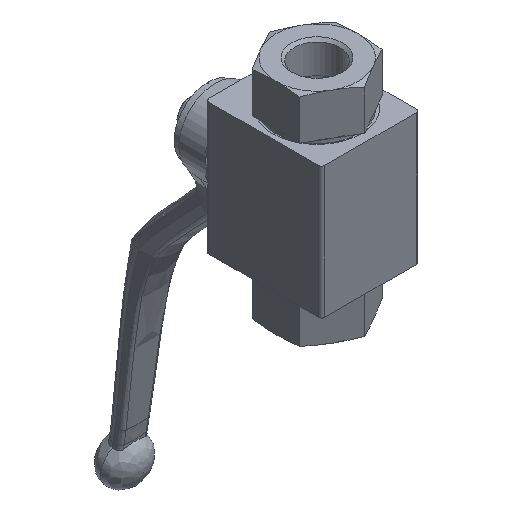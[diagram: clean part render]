
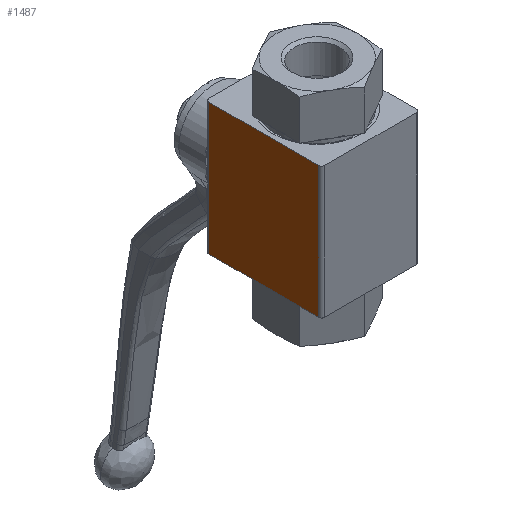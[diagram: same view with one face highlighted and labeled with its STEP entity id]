
A CAD part, isometric view. The second image highlights one B-rep face of the part: STEP entity #1487.
In plain terms, the highlighted planar face has unit normal (-1, 0, 0).
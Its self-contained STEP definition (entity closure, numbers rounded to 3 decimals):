
#1284=CARTESIAN_POINT('',(-16.,19.5,21.55));
#1285=VERTEX_POINT('',#1284);
#1303=CARTESIAN_POINT('',(-16.,19.5,-21.55));
#1304=VERTEX_POINT('',#1303);
#1312=CARTESIAN_POINT('',(-16.,19.5,-21.55));
#1313=DIRECTION('',(0.0,0.0,1.0));
#1314=VECTOR('',#1313,43.1);
#1315=LINE('',#1312,#1314);
#1316=EDGE_CURVE('',#1304,#1285,#1315,.T.);
#1434=CARTESIAN_POINT('',(-16.0,-16.5,21.55));
#1435=VERTEX_POINT('',#1434);
#1436=CARTESIAN_POINT('',(-16.0,-16.5,21.55));
#1437=DIRECTION('',(0.0,1.0,0.0));
#1438=VECTOR('',#1437,36.);
#1439=LINE('',#1436,#1438);
#1440=EDGE_CURVE('',#1435,#1285,#1439,.T.);
#1464=CARTESIAN_POINT('',(-16.,20.5,0.0));
#1465=DIRECTION('',(-1.0,0.0,0.0));
#1466=DIRECTION('',(0.0,0.0,1.0));
#1467=AXIS2_PLACEMENT_3D('',#1464,#1465,#1466);
#1468=PLANE('',#1467);
#1469=CARTESIAN_POINT('',(-16.0,-16.5,-21.55));
#1470=VERTEX_POINT('',#1469);
#1471=CARTESIAN_POINT('',(-16.0,-16.5,21.55));
#1472=DIRECTION('',(0.0,0.0,-1.0));
#1473=VECTOR('',#1472,43.1);
#1474=LINE('',#1471,#1473);
#1475=EDGE_CURVE('',#1435,#1470,#1474,.T.);
#1476=ORIENTED_EDGE('',*,*,#1475,.F.);
#1477=ORIENTED_EDGE('',*,*,#1440,.T.);
#1478=ORIENTED_EDGE('',*,*,#1316,.F.);
#1479=CARTESIAN_POINT('',(-16.,19.5,-21.55));
#1480=DIRECTION('',(0.0,-1.0,0.0));
#1481=VECTOR('',#1480,36.);
#1482=LINE('',#1479,#1481);
#1483=EDGE_CURVE('',#1304,#1470,#1482,.T.);
#1484=ORIENTED_EDGE('',*,*,#1483,.T.);
#1485=EDGE_LOOP('',(#1476,#1477,#1478,#1484));
#1486=FACE_OUTER_BOUND('',#1485,.T.);
#1487=ADVANCED_FACE('',(#1486),#1468,.T.);
